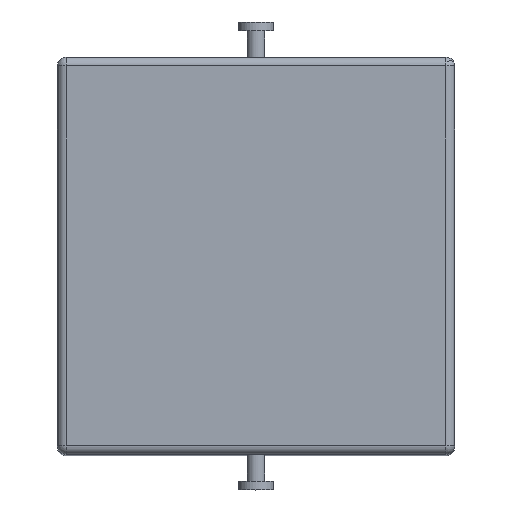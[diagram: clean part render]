
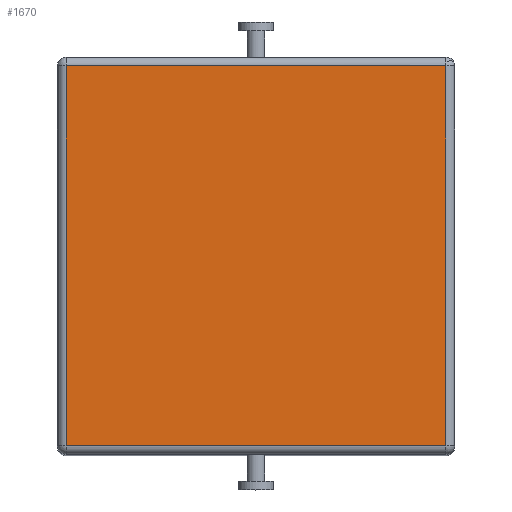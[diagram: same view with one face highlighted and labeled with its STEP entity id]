
A CAD part, top view. The second image highlights one B-rep face of the part: STEP entity #1670.
In plain terms, the highlighted planar face has unit normal (0, 0, 1).
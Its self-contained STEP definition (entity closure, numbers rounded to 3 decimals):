
#1279=CARTESIAN_POINT('',(21.5,-21.5,126.5));
#1280=VERTEX_POINT('',#1279);
#1304=CARTESIAN_POINT('',(21.5,21.5,126.5));
#1305=VERTEX_POINT('',#1304);
#1340=CARTESIAN_POINT('',(-21.5,-21.5,126.5));
#1341=VERTEX_POINT('',#1340);
#1373=CARTESIAN_POINT('',(-21.5,21.5,126.5));
#1374=VERTEX_POINT('',#1373);
#1448=CARTESIAN_POINT('',(-21.5,-21.5,126.5));
#1449=DIRECTION('',(0.0,1.0,0.0));
#1450=VECTOR('',#1449,43.0);
#1451=LINE('',#1448,#1450);
#1452=EDGE_CURVE('',#1341,#1374,#1451,.T.);
#1471=CARTESIAN_POINT('',(-21.5,21.5,126.5));
#1472=DIRECTION('',(1.0,0.0,0.0));
#1473=VECTOR('',#1472,43.0);
#1474=LINE('',#1471,#1473);
#1475=EDGE_CURVE('',#1374,#1305,#1474,.T.);
#1525=CARTESIAN_POINT('',(21.5,-21.5,126.5));
#1526=DIRECTION('',(-1.0,0.0,0.0));
#1527=VECTOR('',#1526,43.0);
#1528=LINE('',#1525,#1527);
#1529=EDGE_CURVE('',#1280,#1341,#1528,.T.);
#1580=CARTESIAN_POINT('',(21.5,21.5,126.5));
#1581=DIRECTION('',(0.0,-1.0,0.0));
#1582=VECTOR('',#1581,43.0);
#1583=LINE('',#1580,#1582);
#1584=EDGE_CURVE('',#1305,#1280,#1583,.T.);
#1659=CARTESIAN_POINT('',(0.0,0.0,126.5));
#1660=DIRECTION('',(0.0,0.0,1.0));
#1661=DIRECTION('',(1.0,0.0,0.0));
#1662=AXIS2_PLACEMENT_3D('',#1659,#1660,#1661);
#1663=PLANE('',#1662);
#1664=ORIENTED_EDGE('',*,*,#1452,.F.);
#1665=ORIENTED_EDGE('',*,*,#1529,.F.);
#1666=ORIENTED_EDGE('',*,*,#1584,.F.);
#1667=ORIENTED_EDGE('',*,*,#1475,.F.);
#1668=EDGE_LOOP('',(#1664,#1665,#1666,#1667));
#1669=FACE_OUTER_BOUND('',#1668,.T.);
#1670=ADVANCED_FACE('',(#1669),#1663,.T.);
